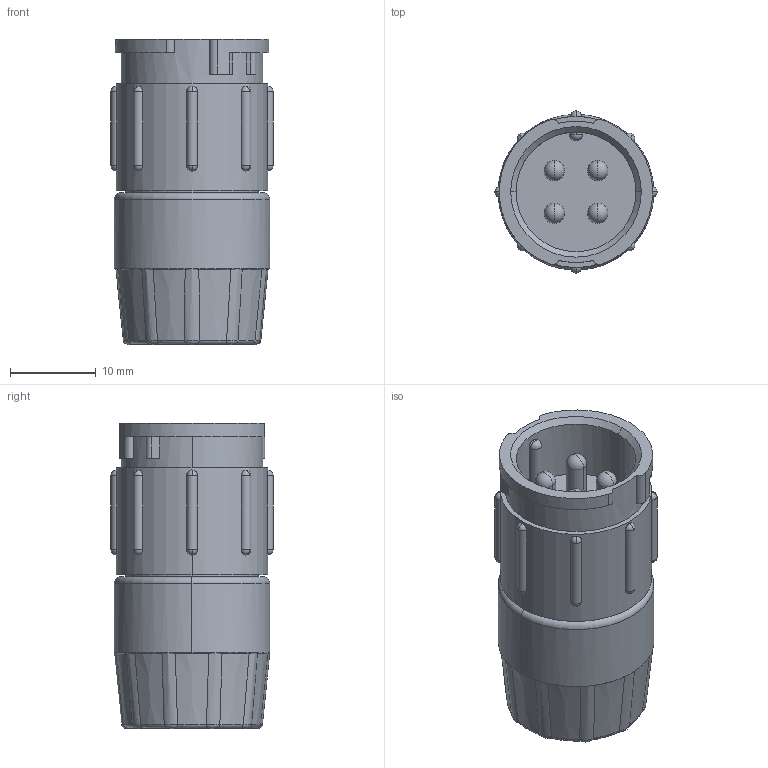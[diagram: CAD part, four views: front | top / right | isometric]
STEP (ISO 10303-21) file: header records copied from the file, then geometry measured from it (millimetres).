
FILE_DESCRIPTION (( 'STEP AP203' ), '1' );
FILE_NAME ('5180-4PG-3DC.STEP', '2013-01-18T20:02:29', ( 'J0FPBF1' ), ( '' ), 'SwSTEP 2.0', 'SolidWorks 2012', '' );
FILE_SCHEMA (( 'CONFIG_CONTROL_DESIGN' ));
Length unit declared in the file: inch
Products named in the file (1): 5180-4PG-3DC
Bounding box: 18.92 x 18.92 x 35.63 mm (x, y, z)
Volume: 7250.8 mm3; surface area: 3267.3 mm2
Topology: 1 solids, 1 shells, 190 faces, 530 edges, 325 vertices
Faces by surface type: torus 52, cylinder 46, plane 36, sphere 33, cone 13, bspline 10
Entity records: 6304 total; most frequent: CARTESIAN_POINT 1811, DIRECTION 959, ORIENTED_EDGE 928, EDGE_CURVE 464, AXIS2_PLACEMENT_3D 438, VERTEX_POINT 292, CIRCLE 257, EDGE_LOOP 206
